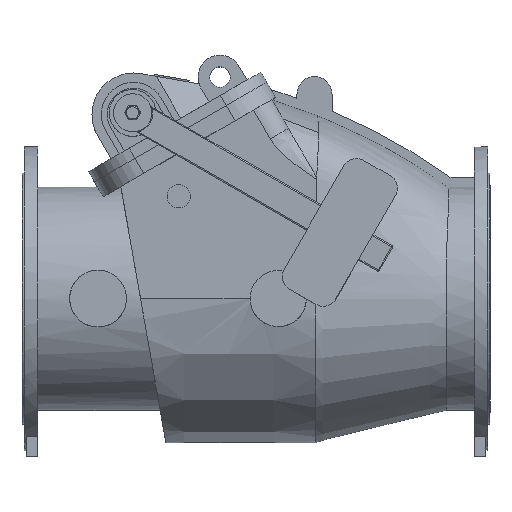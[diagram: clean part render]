
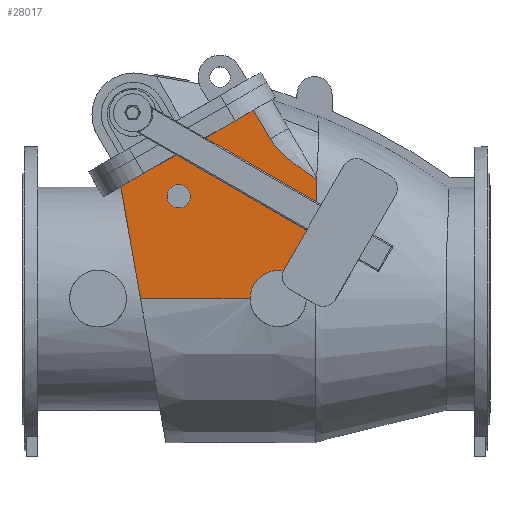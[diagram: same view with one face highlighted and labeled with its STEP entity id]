
A CAD part, top view. The second image highlights one B-rep face of the part: STEP entity #28017.
In plain terms, the highlighted planar face has unit normal (0, 0, 1).
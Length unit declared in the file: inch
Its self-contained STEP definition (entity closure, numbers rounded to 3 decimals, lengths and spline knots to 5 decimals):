
#627 = VERTEX_POINT ( 'NONE', #3902 ) ;
#632 = VERTEX_POINT ( 'NONE', #3907 ) ;
#634 = VERTEX_POINT ( 'NONE', #3909 ) ;
#636 = VERTEX_POINT ( 'NONE', #3911 ) ;
#651 = VERTEX_POINT ( 'NONE', #3926 ) ;
#655 = VERTEX_POINT ( 'NONE', #3930 ) ;
#742 = ORIENTED_EDGE ( 'NONE', *, *, #2247, .F. ) ;
#744 = ORIENTED_EDGE ( 'NONE', *, *, #2245, .F. ) ;
#746 = ORIENTED_EDGE ( 'NONE', *, *, #2286, .T. ) ;
#747 = ORIENTED_EDGE ( 'NONE', *, *, #2278, .T. ) ;
#795 = ORIENTED_EDGE ( 'NONE', *, *, #2297, .F. ) ;
#803 = ORIENTED_EDGE ( 'NONE', *, *, #2298, .F. ) ;
#804 = ORIENTED_EDGE ( 'NONE', *, *, #2301, .T. ) ;
#805 = ORIENTED_EDGE ( 'NONE', *, *, #2296, .F. ) ;
#817 = ORIENTED_EDGE ( 'NONE', *, *, #2302, .T. ) ;
#818 = ORIENTED_EDGE ( 'NONE', *, *, #2300, .F. ) ;
#822 = ORIENTED_EDGE ( 'NONE', *, *, #2299, .F. ) ;
#866 = EDGE_LOOP ( 'NONE', ( #795 ) ) ;
#916 = EDGE_LOOP ( 'NONE', ( #803, #744, #822, #818, #804, #817, #747, #746, #742 ) ) ;
#964 = EDGE_LOOP ( 'NONE', ( #805 ) ) ;
#1367 = VERTEX_POINT ( 'NONE', #4659 ) ;
#1369 = VERTEX_POINT ( 'NONE', #4661 ) ;
#1371 = VERTEX_POINT ( 'NONE', #4663 ) ;
#2245 = EDGE_CURVE ( 'NONE', #627, #634, #27826, .T. ) ;
#2247 = EDGE_CURVE ( 'NONE', #632, #636, #27834, .T. ) ;
#2278 = EDGE_CURVE ( 'NONE', #651, #655, #4355, .T. ) ;
#2286 = EDGE_CURVE ( 'NONE', #655, #636, #4374, .T. ) ;
#2296 = EDGE_CURVE ( 'NONE', #9700, #9700, #4372, .T. ) ;
#2297 = EDGE_CURVE ( 'NONE', #9701, #9701, #4379, .T. ) ;
#2298 = EDGE_CURVE ( 'NONE', #634, #632, #4380, .T. ) ;
#2299 = EDGE_CURVE ( 'NONE', #1369, #627, #27856, .T. ) ;
#2300 = EDGE_CURVE ( 'NONE', #1367, #1369, #27857, .T. ) ;
#2301 = EDGE_CURVE ( 'NONE', #1367, #1371, #27858, .T. ) ;
#2302 = EDGE_CURVE ( 'NONE', #1371, #651, #4378, .T. ) ;
#3902 = CARTESIAN_POINT ( 'NONE',  ( -11.73449, 0., 9.68504 ) ) ;
#3907 = CARTESIAN_POINT ( 'NONE',  ( -16.14173, 0., 9.68504 ) ) ;
#3909 = CARTESIAN_POINT ( 'NONE',  ( -12.3622, 0., 9.68504 ) ) ;
#3911 = CARTESIAN_POINT ( 'NONE',  ( -23.51876, 0., 9.68504 ) ) ;
#3926 = CARTESIAN_POINT ( 'NONE',  ( -15.91663, 12.68642, 9.68504 ) ) ;
#3930 = CARTESIAN_POINT ( 'NONE',  ( -24.84662, 7.53069, 9.68504 ) ) ;
#4355 = LINE ( 'NONE', #6699, #4363 ) ;
#4363 = VECTOR ( 'NONE', #6704, 39.37008 ) ;
#4372 = CIRCLE ( 'NONE', #5993, 0.7874 ) ;
#4374 = LINE ( 'NONE', #6719, #4376 ) ;
#4376 = VECTOR ( 'NONE', #6715, 39.37008 ) ;
#4378 = LINE ( 'NONE', #7108, #4381 ) ;
#4379 = CIRCLE ( 'NONE', #5994, 0.7874 ) ;
#4380 = CIRCLE ( 'NONE', #5995, 1.88976 ) ;
#4381 = VECTOR ( 'NONE', #7109, 39.37008 ) ;
#4659 = CARTESIAN_POINT ( 'NONE',  ( -11.68039, 7.9996, 9.68504 ) ) ;
#4661 = CARTESIAN_POINT ( 'NONE',  ( -11.68195, 7.9464, 9.68504 ) ) ;
#4663 = CARTESIAN_POINT ( 'NONE',  ( -14.79518, 10.74401, 9.68504 ) ) ;
#5569 = CARTESIAN_POINT ( 'NONE',  ( -11.73449, 0., 9.68504 ) ) ;
#5570 = CARTESIAN_POINT ( 'NONE',  ( -11.9437, 0., 9.68504 ) ) ;
#5669 = CARTESIAN_POINT ( 'NONE',  ( -12.1529, 0., 9.68504 ) ) ;
#5670 = CARTESIAN_POINT ( 'NONE',  ( -12.3622, 0., 9.68504 ) ) ;
#5671 = CARTESIAN_POINT ( 'NONE',  ( -16.14173, 0., 9.68504 ) ) ;
#5672 = CARTESIAN_POINT ( 'NONE',  ( -16.74876, 0., 9.68504 ) ) ;
#5743 = CARTESIAN_POINT ( 'NONE',  ( -17.35833, 0., 9.68504 ) ) ;
#5744 = CARTESIAN_POINT ( 'NONE',  ( -18.58144, 0., 9.68504 ) ) ;
#5745 = CARTESIAN_POINT ( 'NONE',  ( -19.19506, 0., 9.68504 ) ) ;
#5746 = CARTESIAN_POINT ( 'NONE',  ( -21.04109, 0., 9.68504 ) ) ;
#5747 = CARTESIAN_POINT ( 'NONE',  ( -22.27858, 0., 9.68504 ) ) ;
#5748 = CARTESIAN_POINT ( 'NONE',  ( -23.51876, 0., 9.68504 ) ) ;
#5993 = AXIS2_PLACEMENT_3D ( 'NONE', #7070, #7071, #7072 ) ;
#5994 = AXIS2_PLACEMENT_3D ( 'NONE', #7074, #7075, #7076 ) ;
#5995 = AXIS2_PLACEMENT_3D ( 'NONE', #7078, #7079, #7080 ) ;
#6224 = AXIS2_PLACEMENT_3D ( 'NONE', #11060, #10412, #11063 ) ;
#6699 = CARTESIAN_POINT ( 'NONE',  ( -18.33081, 11.2926, 9.68504 ) ) ;
#6704 = DIRECTION ( 'NONE',  ( -0.866, -0.5, 0. ) ) ;
#6715 = DIRECTION ( 'NONE',  ( 0.174, -0.985, 0. ) ) ;
#6719 = CARTESIAN_POINT ( 'NONE',  ( -23.16573, -2.00214, 9.68504 ) ) ;
#7069 = CARTESIAN_POINT ( 'NONE',  ( -11.68039, 7.9996, 9.68504 ) ) ;
#7070 = CARTESIAN_POINT ( 'NONE',  ( -20.94488, 6.88976, 9.68504 ) ) ;
#7071 = DIRECTION ( 'NONE',  ( 0., 0., 1. ) ) ;
#7072 = DIRECTION ( 'NONE',  ( 1., 0., 0. ) ) ;
#7073 = CARTESIAN_POINT ( 'NONE',  ( -11.68195, 7.9464, 9.68504 ) ) ;
#7074 = CARTESIAN_POINT ( 'NONE',  ( -14.25197, 6.88976, 9.68504 ) ) ;
#7075 = DIRECTION ( 'NONE',  ( 0., 0., 1. ) ) ;
#7076 = DIRECTION ( 'NONE',  ( 1., 0., 0. ) ) ;
#7077 = CARTESIAN_POINT ( 'NONE',  ( -11.69674, 6.62204, 9.68504 ) ) ;
#7078 = CARTESIAN_POINT ( 'NONE',  ( -14.25197, 0., 9.68504 ) ) ;
#7079 = DIRECTION ( 'NONE',  ( 0., 0., 1. ) ) ;
#7080 = DIRECTION ( 'NONE',  ( 1., 0., 0. ) ) ;
#7081 = CARTESIAN_POINT ( 'NONE',  ( -11.68123, 7.98191, 9.68504 ) ) ;
#7082 = CARTESIAN_POINT ( 'NONE',  ( -11.70952, 5.29767, 9.68504 ) ) ;
#7083 = CARTESIAN_POINT ( 'NONE',  ( -11.72835, 2.64886, 9.68504 ) ) ;
#7084 = CARTESIAN_POINT ( 'NONE',  ( -11.73449, 1.32444, 9.68504 ) ) ;
#7085 = CARTESIAN_POINT ( 'NONE',  ( -11.73449, 0., 9.68504 ) ) ;
#7086 = CARTESIAN_POINT ( 'NONE',  ( -11.68039, 7.9996, 9.68504 ) ) ;
#7087 = CARTESIAN_POINT ( 'NONE',  ( -11.96685, 8.19797, 9.68504 ) ) ;
#7088 = CARTESIAN_POINT ( 'NONE',  ( -11.68175, 7.96417, 9.68504 ) ) ;
#7089 = CARTESIAN_POINT ( 'NONE',  ( -11.68195, 7.9464, 9.68504 ) ) ;
#7092 = CARTESIAN_POINT ( 'NONE',  ( -12.25305, 8.39666, 9.68504 ) ) ;
#7093 = CARTESIAN_POINT ( 'NONE',  ( -12.67738, 8.70122, 9.68504 ) ) ;
#7094 = CARTESIAN_POINT ( 'NONE',  ( -12.81798, 8.80383, 9.68504 ) ) ;
#7095 = CARTESIAN_POINT ( 'NONE',  ( -13.09649, 9.01258, 9.68504 ) ) ;
#7096 = CARTESIAN_POINT ( 'NONE',  ( -13.2344, 9.11871, 9.68504 ) ) ;
#7097 = CARTESIAN_POINT ( 'NONE',  ( -13.50613, 9.33632, 9.68504 ) ) ;
#7098 = CARTESIAN_POINT ( 'NONE',  ( -13.63996, 9.44779, 9.68504 ) ) ;
#7099 = CARTESIAN_POINT ( 'NONE',  ( -13.83611, 9.62099, 9.68504 ) ) ;
#7100 = CARTESIAN_POINT ( 'NONE',  ( -13.90072, 9.67973, 9.68504 ) ) ;
#7101 = CARTESIAN_POINT ( 'NONE',  ( -14.02806, 9.79968, 9.68504 ) ) ;
#7102 = CARTESIAN_POINT ( 'NONE',  ( -14.09071, 9.86084, 9.68504 ) ) ;
#7103 = CARTESIAN_POINT ( 'NONE',  ( -14.27408, 10.04764, 9.68504 ) ) ;
#7104 = CARTESIAN_POINT ( 'NONE',  ( -14.39057, 10.17688, 9.68504 ) ) ;
#7105 = CARTESIAN_POINT ( 'NONE',  ( -14.60707, 10.44884, 9.68504 ) ) ;
#7106 = CARTESIAN_POINT ( 'NONE',  ( -14.70713, 10.59151, 9.68504 ) ) ;
#7107 = CARTESIAN_POINT ( 'NONE',  ( -14.79518, 10.74401, 9.68504 ) ) ;
#7108 = CARTESIAN_POINT ( 'NONE',  ( -9.39685, 1.39383, 9.68504 ) ) ;
#7109 = DIRECTION ( 'NONE',  ( -0.5, 0.866, 0. ) ) ;
#9614 = FACE_BOUND ( 'NONE', #964, .T. ) ;
#9616 = FACE_OUTER_BOUND ( 'NONE', #916, .T. ) ;
#9617 = FACE_BOUND ( 'NONE', #866, .T. ) ;
#9700 = VERTEX_POINT ( 'NONE', #27596 ) ;
#9701 = VERTEX_POINT ( 'NONE', #27597 ) ;
#10412 = DIRECTION ( 'NONE',  ( 0., 0., 1. ) ) ;
#11060 = CARTESIAN_POINT ( 'NONE',  ( -11.81102, 0., 9.68504 ) ) ;
#11061 = PLANE ( 'NONE',  #6224 ) ;
#11063 = DIRECTION ( 'NONE',  ( 0., 1., 0. ) ) ;
#27596 = CARTESIAN_POINT ( 'NONE',  ( -20.15748, 6.88976, 9.68504 ) ) ;
#27597 = CARTESIAN_POINT ( 'NONE',  ( -13.46457, 6.88976, 9.68504 ) ) ;
#27826 = B_SPLINE_CURVE_WITH_KNOTS ( 'NONE', 3,
 ( #5569, #5570, #5669, #5670 ),
 .UNSPECIFIED., .F., .F.,
 ( 4, 4 ),
 ( -0.00532, 0.03831 ),
 .UNSPECIFIED. ) ;
#27834 = B_SPLINE_CURVE_WITH_KNOTS ( 'NONE', 3,
 ( #5671, #5672, #5743, #5744, #5745, #5746, #5747, #5748 ),
 .UNSPECIFIED., .F., .F.,
 ( 4, 2, 2, 4 ),
 ( 0.29849, 0.42239, 0.54628, 0.79407 ),
 .UNSPECIFIED. ) ;
#27856 = B_SPLINE_CURVE_WITH_KNOTS ( 'NONE', 3,
 ( #7073, #7077, #7082, #7083, #7084, #7085 ),
 .UNSPECIFIED., .F., .F.,
 ( 4, 2, 4 ),
 ( 0., 0.10092, 0.20184 ),
 .UNSPECIFIED. ) ;
#27857 = B_SPLINE_CURVE_WITH_KNOTS ( 'NONE', 3,
 ( #7069, #7081, #7088, #7089 ),
 .UNSPECIFIED., .F., .F.,
 ( 4, 4 ),
 ( 0.98768, 1. ),
 .UNSPECIFIED. ) ;
#27858 = B_SPLINE_CURVE_WITH_KNOTS ( 'NONE', 3,
 ( #7086, #7087, #7092, #7093, #7094, #7095, #7096, #7097, #7098, #7099, #7100, #7101, #7102, #7103, #7104, #7105, #7106, #7107 ),
 .UNSPECIFIED., .F., .F.,
 ( 4, 2, 2, 2, 2, 2, 2, 2, 4 ),
 ( 0., 0.02652, 0.03978, 0.05304, 0.0663, 0.07293, 0.07956, 0.09282, 0.10608 ),
 .UNSPECIFIED. ) ;
#28017 = ADVANCED_FACE ( 'NONE', ( #9614, #9617, #9616 ), #11061, .T. ) ;
